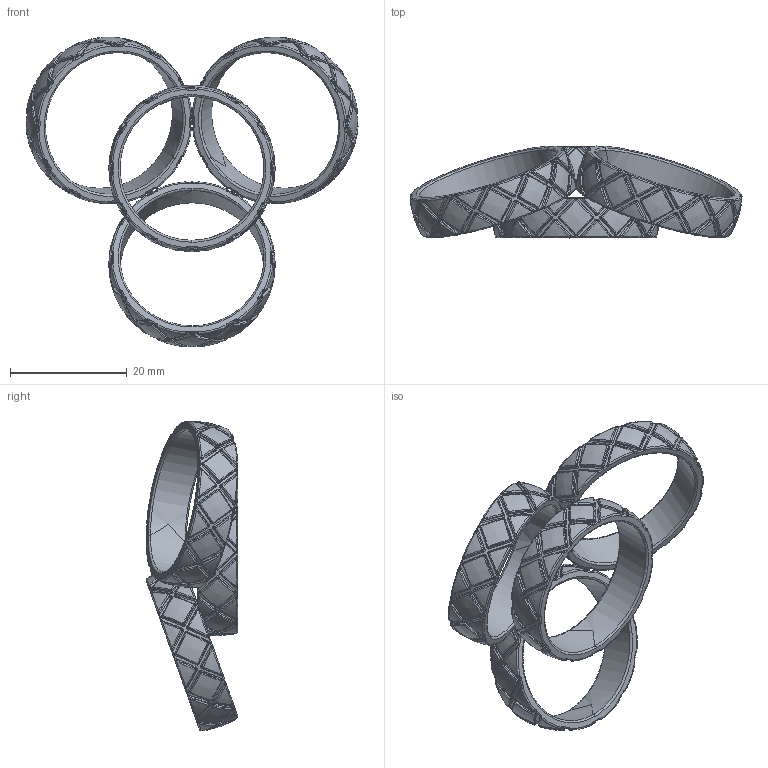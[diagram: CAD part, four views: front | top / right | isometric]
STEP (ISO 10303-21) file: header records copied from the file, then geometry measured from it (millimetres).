
FILE_DESCRIPTION(('FreeCAD Model'),'2;1');
FILE_NAME('Open CASCADE Shape Model','2025-04-27T19:08:36',('FreeCAD'),( 'FreeCAD'),'Open CASCADE STEP processor 7.6','FreeCAD','Unknown');
FILE_SCHEMA(('AUTOMOTIVE_DESIGN { 1 0 10303 214 1 1 1 1 }'));
Products named in the file (1): Open CASCADE STEP translator 7.6 1
Bounding box: 56.85 x 15.7 x 53 mm (x, y, z)
Volume: 3776 mm3; surface area: 5987.4 mm2
Topology: 4 solids, 4 shells, 2984 faces, 6596 edges, 3656 vertices
Faces by surface type: bspline 2984
Entity records: 163836 total; most frequent: CARTESIAN_POINT 127021, ORIENTED_EDGE 13184, EDGE_CURVE 6592, B_SPLINE_CURVE_WITH_KNOTS 3920, VERTEX_POINT 3656, FACE_BOUND 3032, EDGE_LOOP 3032, ADVANCED_FACE 2984
